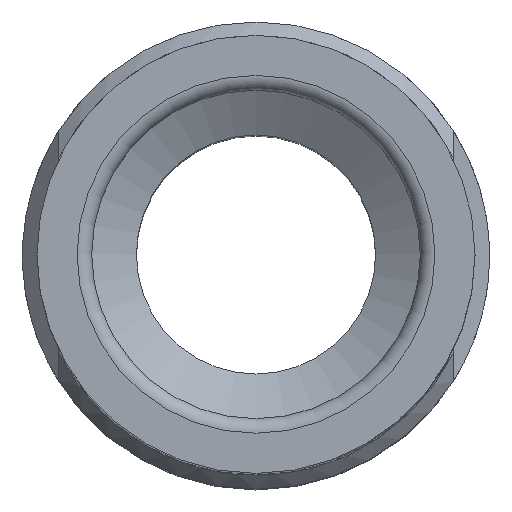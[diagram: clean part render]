
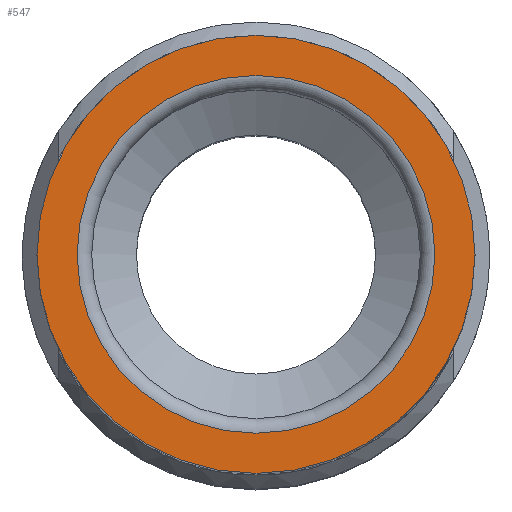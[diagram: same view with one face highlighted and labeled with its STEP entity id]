
A CAD part, top view. The second image highlights one B-rep face of the part: STEP entity #547.
In plain terms, the highlighted planar face has unit normal (0, 0, 1).
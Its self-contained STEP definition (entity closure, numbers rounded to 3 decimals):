
#28=PLANE('',#595);
#78=CIRCLE('',#594,15.);
#79=CIRCLE('',#596,12.25);
#119=ORIENTED_EDGE('',*,*,#202,.F.);
#120=ORIENTED_EDGE('',*,*,#201,.T.);
#201=EDGE_CURVE('',#244,#244,#78,.T.);
#202=EDGE_CURVE('',#245,#245,#79,.T.);
#244=VERTEX_POINT('',#817);
#245=VERTEX_POINT('',#820);
#281=EDGE_LOOP('',(#119));
#282=EDGE_LOOP('',(#120));
#323=FACE_BOUND('',#281,.T.);
#324=FACE_BOUND('',#282,.T.);
#547=ADVANCED_FACE('',(#323,#324),#28,.F.);
#594=AXIS2_PLACEMENT_3D('',#816,#680,#681);
#595=AXIS2_PLACEMENT_3D('',#818,#682,#683);
#596=AXIS2_PLACEMENT_3D('',#819,#684,#685);
#680=DIRECTION('',(0.,0.,1.));
#681=DIRECTION('',(1.,0.,0.));
#682=DIRECTION('',(0.,0.,-1.));
#683=DIRECTION('',(-1.,0.,0.));
#684=DIRECTION('',(0.,0.,1.));
#685=DIRECTION('',(1.,0.,0.));
#816=CARTESIAN_POINT('',(0.,0.,92.));
#817=CARTESIAN_POINT('',(15.,0.,92.));
#818=CARTESIAN_POINT('',(15.,0.,92.));
#819=CARTESIAN_POINT('',(0.,0.,92.));
#820=CARTESIAN_POINT('',(12.25,0.,92.));
